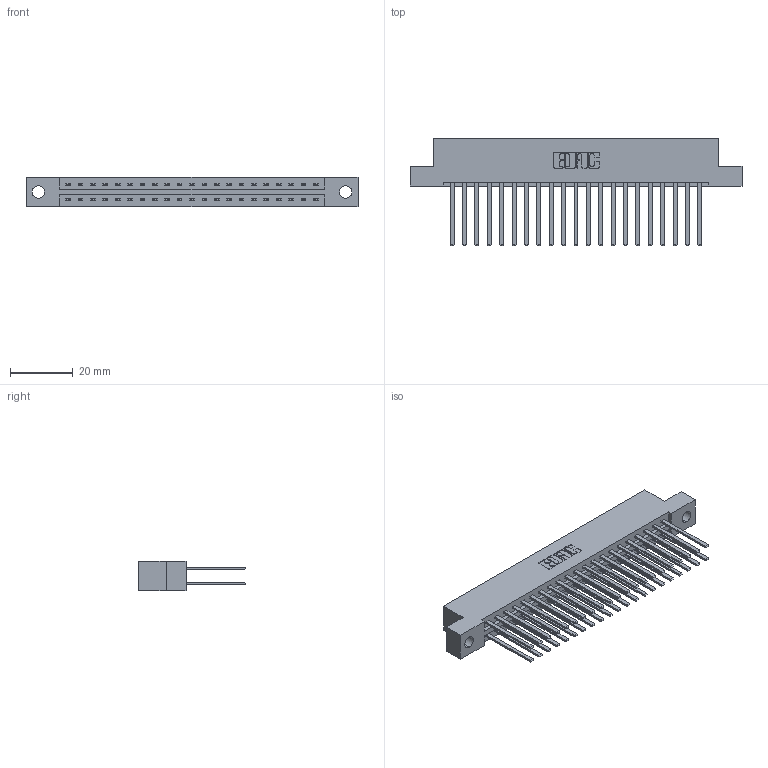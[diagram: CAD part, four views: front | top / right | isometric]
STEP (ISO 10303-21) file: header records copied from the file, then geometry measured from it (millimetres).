
FILE_DESCRIPTION (( 'STEP AP203' ), '1' );
FILE_NAME ('387-042-544-204.STEP', '2019-10-18T04:21:40', ( '' ), ( '' ), 'SwSTEP 2.0', 'SolidWorks 2016', '' );
FILE_SCHEMA (( 'CONFIG_CONTROL_DESIGN' ));
Length unit declared in the file: inch
Products named in the file (3): 387-042-544-204; 345-292-001_345-293-144; 337 Part_Flush Mounting Lugs - 0.156 Dia-TH
Assembly tree (43 placements, depth 2):
  387-042-544-204
    337 Part_Flush Mounting Lugs - 0.156 Dia-TH
    345-292-001_345-293-144  x42
Bounding box: 106.22 x 34.3 x 9.4 mm (x, y, z)
Volume: 11416 mm3; surface area: 14422.5 mm2
Topology: 43 solids, 43 shells, 2130 faces, 6317 edges, 4154 vertices
Faces by surface type: plane 1498, cylinder 632
Entity records: 18817 total; most frequent: CARTESIAN_POINT 3186, ORIENTED_EDGE 3122, DIRECTION 2745, EDGE_CURVE 1561, VECTOR 1437, LINE 1437, VERTEX_POINT 1038, AXIS2_PLACEMENT_3D 654
